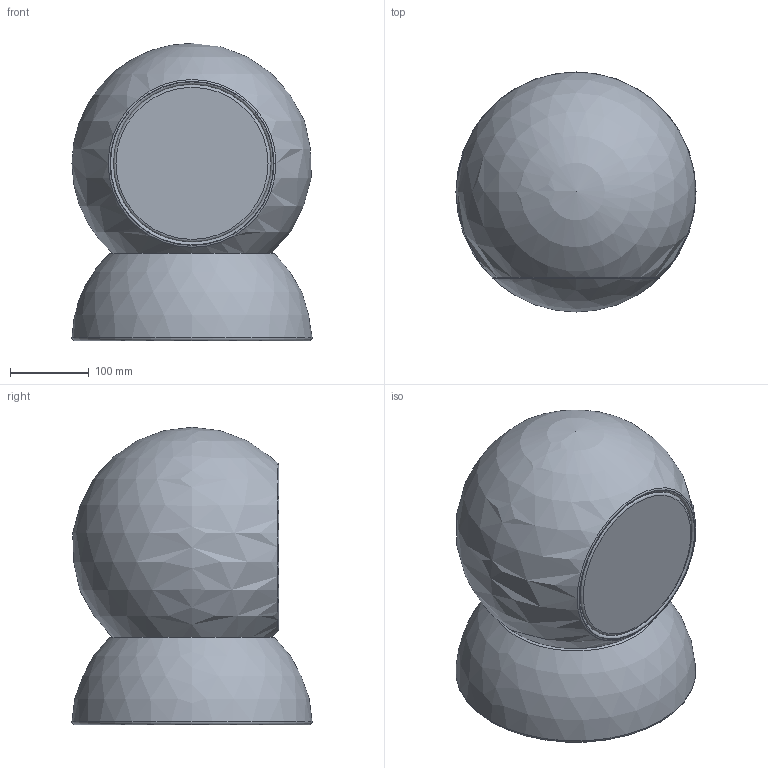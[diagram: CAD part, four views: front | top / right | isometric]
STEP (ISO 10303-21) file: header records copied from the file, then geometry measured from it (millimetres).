
FILE_DESCRIPTION(/* description */ (''),/* implementation_level */ '2;1');
FILE_NAME(/* name */ 'bot.step',/* time_stamp */ '2022-04-28T13:27:28+08:00',/* author */ (''),/* organization */ (''),/* preprocessor_version */ 'ST-DEVELOPER v18.1',/* originating_system */ 'Autodesk Translation Framework v10.14.0.1471',/* authorisation */ '');
FILE_SCHEMA (('AUTOMOTIVE_DESIGN { 1 0 10303 214 3 1 1 }'));
Length unit declared in the file: millimetre
Products named in the file (4): bot; head; body; screen
Assembly tree (3 placements, depth 2):
  bot
    head
    body
    screen
Bounding box: 304.76 x 304.72 x 377.4 mm (x, y, z)
Volume: 20060152.2 mm3; surface area: 569954 mm2
Topology: 3 solids, 3 shells, 15 faces, 29 edges, 19 vertices
Faces by surface type: torus 5, plane 5, sphere 3, cylinder 2
Full cylindrical faces by diameter (mm): 200 x2
Entity records: 515 total; most frequent: DIRECTION 94, CARTESIAN_POINT 67, ORIENTED_EDGE 52, AXIS2_PLACEMENT_3D 46, EDGE_CURVE 26, CIRCLE 24, VERTEX_POINT 19, EDGE_LOOP 17
